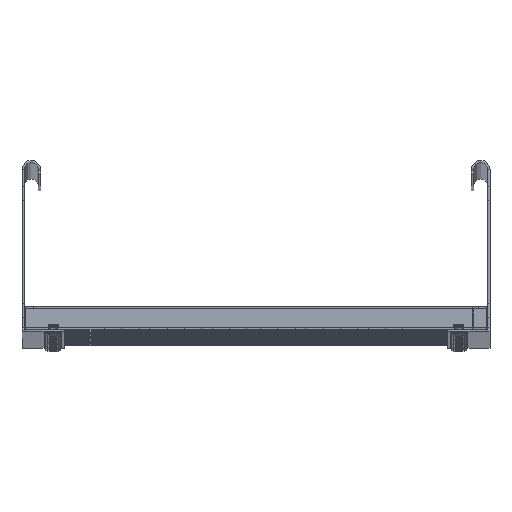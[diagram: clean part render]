
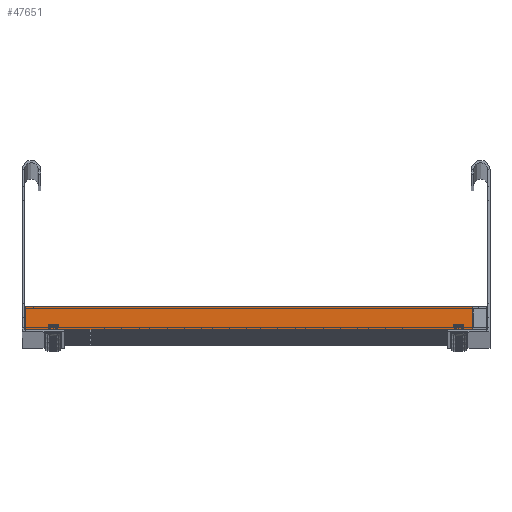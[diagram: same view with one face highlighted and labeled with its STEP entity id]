
A CAD part, top view. The second image highlights one B-rep face of the part: STEP entity #47651.
In plain terms, the highlighted face is planar.
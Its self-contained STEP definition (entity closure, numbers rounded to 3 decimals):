
#3597 = CARTESIAN_POINT ( 'NONE',  ( 15., 0., 147.5 ) ) ;
#4119 = LINE ( 'NONE', #35497, #46839 ) ;
#7159 = VECTOR ( 'NONE', #37614, 1000. ) ;
#7727 = LINE ( 'NONE', #3597, #12773 ) ;
#12093 = DIRECTION ( 'NONE',  ( 0., 0., -1. ) ) ;
#12773 = VECTOR ( 'NONE', #19685, 1000. ) ;
#12907 = EDGE_CURVE ( 'NONE', #27972, #25548, #4119, .T. ) ;
#13666 = ORIENTED_EDGE ( 'NONE', *, *, #31220, .F. ) ;
#14103 = LINE ( 'NONE', #22152, #48408 ) ;
#14394 = EDGE_LOOP ( 'NONE', ( #36729, #45947, #48350, #28409, #13666, #39815 ) ) ;
#15974 = PLANE ( 'NONE',  #40829 ) ;
#18162 = VERTEX_POINT ( 'NONE', #42035 ) ;
#18263 = DIRECTION ( 'NONE',  ( 0., -1., 0. ) ) ;
#19685 = DIRECTION ( 'NONE',  ( 0., -1., 0. ) ) ;
#19882 = LINE ( 'NONE', #31804, #35540 ) ;
#22152 = CARTESIAN_POINT ( 'NONE',  ( 15., 3., 147.5 ) ) ;
#23934 = EDGE_CURVE ( 'NONE', #39530, #26199, #47359, .T. ) ;
#25521 = CARTESIAN_POINT ( 'NONE',  ( 15., 0., -138.84 ) ) ;
#25548 = VERTEX_POINT ( 'NONE', #43556 ) ;
#26199 = VERTEX_POINT ( 'NONE', #25521 ) ;
#27972 = VERTEX_POINT ( 'NONE', #42001 ) ;
#28409 = ORIENTED_EDGE ( 'NONE', *, *, #23934, .F. ) ;
#30053 = VERTEX_POINT ( 'NONE', #41754 ) ;
#30375 = LINE ( 'NONE', #30874, #7159 ) ;
#30874 = CARTESIAN_POINT ( 'NONE',  ( 15., 15., -147.5 ) ) ;
#31220 = EDGE_CURVE ( 'NONE', #25548, #39530, #30375, .T. ) ;
#31534 = CARTESIAN_POINT ( 'NONE',  ( 15., 3., -147.5 ) ) ;
#31790 = DIRECTION ( 'NONE',  ( -1., 0., 0. ) ) ;
#31804 = CARTESIAN_POINT ( 'NONE',  ( 15., 0., -147.5 ) ) ;
#34177 = VECTOR ( 'NONE', #36229, 1000. ) ;
#34987 = DIRECTION ( 'NONE',  ( 0., 1., 0. ) ) ;
#35175 = DIRECTION ( 'NONE',  ( 0., -1., 0. ) ) ;
#35497 = CARTESIAN_POINT ( 'NONE',  ( 15., 3., 147.5 ) ) ;
#35540 = VECTOR ( 'NONE', #12093, 1000. ) ;
#36229 = DIRECTION ( 'NONE',  ( 0., -1., 0. ) ) ;
#36559 = EDGE_CURVE ( 'NONE', #30053, #26199, #19882, .T. ) ;
#36729 = ORIENTED_EDGE ( 'NONE', *, *, #51165, .T. ) ;
#37614 = DIRECTION ( 'NONE',  ( 0., 0., -1. ) ) ;
#39530 = VERTEX_POINT ( 'NONE', #51004 ) ;
#39815 = ORIENTED_EDGE ( 'NONE', *, *, #12907, .F. ) ;
#40829 = AXIS2_PLACEMENT_3D ( 'NONE', #31534, #31790, #35175 ) ;
#41754 = CARTESIAN_POINT ( 'NONE',  ( 15., 0., 147.5 ) ) ;
#42001 = CARTESIAN_POINT ( 'NONE',  ( 15., 12., 147.5 ) ) ;
#42035 = CARTESIAN_POINT ( 'NONE',  ( 15., 3., 147.5 ) ) ;
#43440 = FACE_OUTER_BOUND ( 'NONE', #14394, .T. ) ;
#43556 = CARTESIAN_POINT ( 'NONE',  ( 15., 15., 147.5 ) ) ;
#45947 = ORIENTED_EDGE ( 'NONE', *, *, #46105, .T. ) ;
#46105 = EDGE_CURVE ( 'NONE', #18162, #30053, #7727, .T. ) ;
#46839 = VECTOR ( 'NONE', #34987, 1000. ) ;
#47359 = LINE ( 'NONE', #48372, #34177 ) ;
#47651 = ADVANCED_FACE ( 'NONE', ( #43440 ), #15974, .F. ) ;
#48350 = ORIENTED_EDGE ( 'NONE', *, *, #36559, .T. ) ;
#48372 = CARTESIAN_POINT ( 'NONE',  ( 15., 15., -138.84 ) ) ;
#48408 = VECTOR ( 'NONE', #18263, 1000. ) ;
#51004 = CARTESIAN_POINT ( 'NONE',  ( 15., 15., -138.84 ) ) ;
#51165 = EDGE_CURVE ( 'NONE', #27972, #18162, #14103, .T. ) ;
